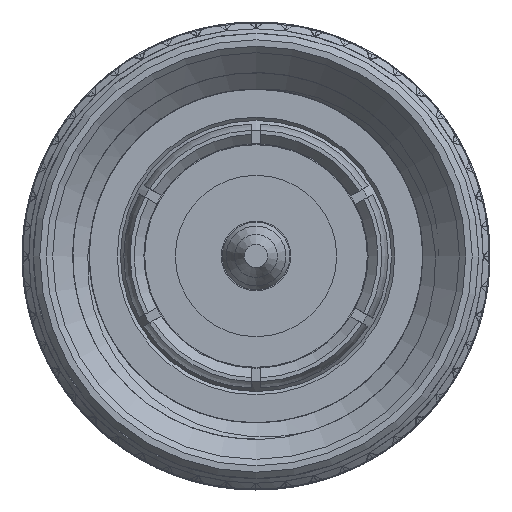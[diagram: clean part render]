
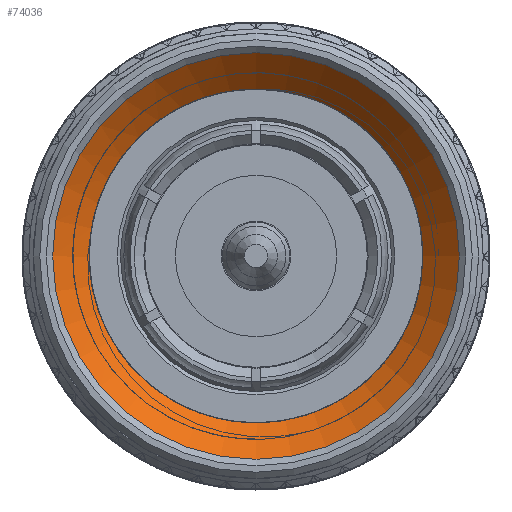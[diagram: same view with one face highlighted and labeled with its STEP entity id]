
A CAD part, front view. The second image highlights one B-rep face of the part: STEP entity #74036.
In plain terms, the highlighted conical face has half-angle 45 degrees and reference radius 6.3 mm.
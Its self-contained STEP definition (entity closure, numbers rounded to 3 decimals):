
#15512=CONICAL_SURFACE('',#111727,6.3,0.785);
#28052=ORIENTED_EDGE('',*,*,#46218,.F.);
#28053=ORIENTED_EDGE('',*,*,#46214,.F.);
#28054=ORIENTED_EDGE('',*,*,#46217,.T.);
#46214=EDGE_CURVE('',#55985,#55986,#59988,.T.);
#46217=EDGE_CURVE('',#55985,#55986,#59989,.F.);
#46218=EDGE_CURVE('',#55987,#55987,#59990,.T.);
#55985=VERTEX_POINT('',#181487);
#55986=VERTEX_POINT('',#181827);
#55987=VERTEX_POINT('',#182522);
#59988=CIRCLE('',#111724,5.17);
#59989=CIRCLE('',#111726,5.17);
#59990=CIRCLE('',#111728,6.3);
#62793=EDGE_LOOP('',(#28052));
#62794=EDGE_LOOP('',(#28053,#28054));
#67820=FACE_BOUND('',#62793,.T.);
#67821=FACE_BOUND('',#62794,.T.);
#74036=ADVANCED_FACE('',(#67820,#67821),#15512,.F.);
#111724=AXIS2_PLACEMENT_3D('',#181826,#115303,#115304);
#111726=AXIS2_PLACEMENT_3D('',#182519,#115307,#115308);
#111727=AXIS2_PLACEMENT_3D('',#182520,#115309,#115310);
#111728=AXIS2_PLACEMENT_3D('',#182521,#115311,#115312);
#115303=DIRECTION('',(0.,-1.,0.));
#115304=DIRECTION('',(0.,0.,-1.));
#115307=DIRECTION('',(0.,-1.,0.));
#115308=DIRECTION('',(0.,0.,-1.));
#115309=DIRECTION('',(0.,-1.,0.));
#115310=DIRECTION('',(1.,0.,0.));
#115311=DIRECTION('',(0.,1.,0.));
#115312=DIRECTION('',(1.,0.,0.));
#181487=CARTESIAN_POINT('',(0.,-149.87,5.17));
#181826=CARTESIAN_POINT('',(0.,-149.87,0.));
#181827=CARTESIAN_POINT('',(-5.099,-149.87,0.855));
#182519=CARTESIAN_POINT('',(0.,-149.87,0.));
#182520=CARTESIAN_POINT('',(0.,-151.,0.));
#182521=CARTESIAN_POINT('',(0.,-151.,0.));
#182522=CARTESIAN_POINT('',(6.3,-151.,0.));
